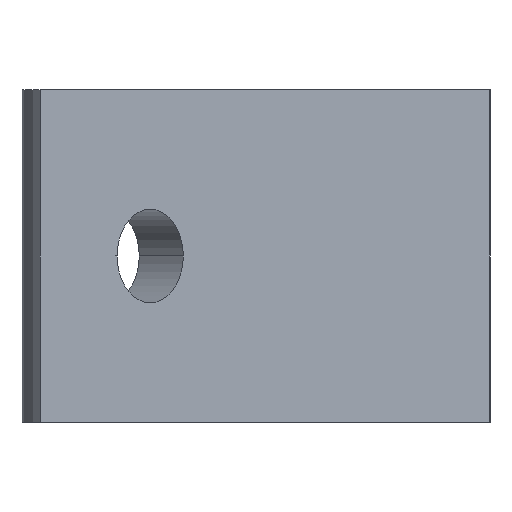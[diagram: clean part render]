
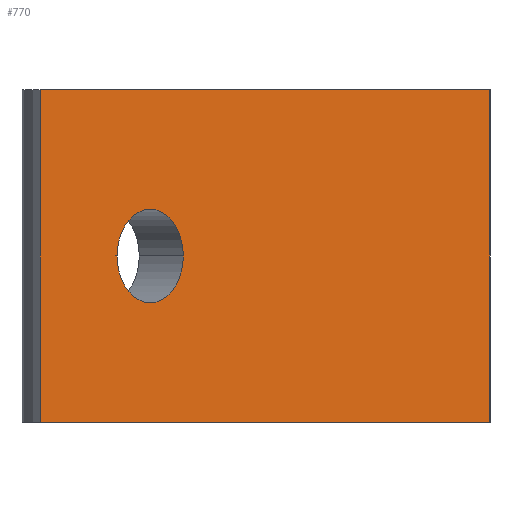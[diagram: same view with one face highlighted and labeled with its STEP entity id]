
A CAD part, left-side view. The second image highlights one B-rep face of the part: STEP entity #770.
In plain terms, the highlighted planar face has unit normal (-0.707, -0.707, 0).
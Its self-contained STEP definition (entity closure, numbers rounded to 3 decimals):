
#39 = CARTESIAN_POINT ( 'NONE',  ( -34.123, 35.88, 0. ) ) ;
#55 = EDGE_CURVE ( 'NONE', #141, #825, #677, .T. ) ;
#56 = DIRECTION ( 'NONE',  ( 0.707, -0.707, 0. ) ) ;
#66 = DIRECTION ( 'NONE',  ( 0., 0., -1. ) ) ;
#71 = EDGE_CURVE ( 'NONE', #135, #713, #162, .T. ) ;
#83 = ORIENTED_EDGE ( 'NONE', *, *, #634, .F. ) ;
#130 = LINE ( 'NONE', #648, #330 ) ;
#135 = VERTEX_POINT ( 'NONE', #604 ) ;
#136 = PLANE ( 'NONE',  #283 ) ;
#141 = VERTEX_POINT ( 'NONE', #39 ) ;
#162 = LINE ( 'NONE', #427, #434 ) ;
#188 = DIRECTION ( 'NONE',  ( -0.707, -0.707, 0. ) ) ;
#189 = CARTESIAN_POINT ( 'NONE',  ( -41.548, 43.305, 16. ) ) ;
#202 = CARTESIAN_POINT ( 'NONE',  ( -30.941, 32.698, 0. ) ) ;
#208 = CARTESIAN_POINT ( 'NONE',  ( -27.759, 29.517, 0. ) ) ;
#212 = AXIS2_PLACEMENT_3D ( 'NONE', #382, #828, #694 ) ;
#234 = ORIENTED_EDGE ( 'NONE', *, *, #470, .F. ) ;
#245 = DIRECTION ( 'NONE',  ( 0., 0., 1. ) ) ;
#283 = AXIS2_PLACEMENT_3D ( 'NONE', #773, #188, #726 ) ;
#284 = ORIENTED_EDGE ( 'NONE', *, *, #672, .F. ) ;
#291 = LINE ( 'NONE', #758, #352 ) ;
#292 = DIRECTION ( 'NONE',  ( 0.707, -0.707, 0. ) ) ;
#330 = VECTOR ( 'NONE', #66, 1000. ) ;
#352 = VECTOR ( 'NONE', #56, 1000. ) ;
#370 = VERTEX_POINT ( 'NONE', #189 ) ;
#382 = CARTESIAN_POINT ( 'NONE',  ( -30.941, 32.698, 0. ) ) ;
#402 = FACE_BOUND ( 'NONE', #806, .T. ) ;
#427 = CARTESIAN_POINT ( 'NONE',  ( -41.548, 43.305, -16. ) ) ;
#434 = VECTOR ( 'NONE', #486, 1000. ) ;
#465 = DIRECTION ( 'NONE',  ( -0.707, -0.707, 0. ) ) ;
#470 = EDGE_CURVE ( 'NONE', #703, #135, #130, .T. ) ;
#486 = DIRECTION ( 'NONE',  ( -0.707, 0.707, 0. ) ) ;
#502 = CARTESIAN_POINT ( 'NONE',  ( -41.548, 43.305, -16. ) ) ;
#512 = ORIENTED_EDGE ( 'NONE', *, *, #71, .F. ) ;
#578 = VECTOR ( 'NONE', #245, 1000. ) ;
#597 = EDGE_LOOP ( 'NONE', ( #512, #234, #83, #284 ) ) ;
#604 = CARTESIAN_POINT ( 'NONE',  ( 1.757, 0., -16. ) ) ;
#632 = LINE ( 'NONE', #762, #578 ) ;
#634 = EDGE_CURVE ( 'NONE', #370, #703, #291, .T. ) ;
#648 = CARTESIAN_POINT ( 'NONE',  ( 1.757, 0., 0. ) ) ;
#662 = AXIS2_PLACEMENT_3D ( 'NONE', #202, #465, #292 ) ;
#672 = EDGE_CURVE ( 'NONE', #713, #370, #632, .T. ) ;
#677 = CIRCLE ( 'NONE', #662, 4.5 ) ;
#692 = ORIENTED_EDGE ( 'NONE', *, *, #750, .F. ) ;
#694 = DIRECTION ( 'NONE',  ( 0.707, -0.707, 0. ) ) ;
#703 = VERTEX_POINT ( 'NONE', #765 ) ;
#713 = VERTEX_POINT ( 'NONE', #502 ) ;
#717 = FACE_OUTER_BOUND ( 'NONE', #597, .T. ) ;
#726 = DIRECTION ( 'NONE',  ( 0.707, -0.707, 0. ) ) ;
#750 = EDGE_CURVE ( 'NONE', #825, #141, #794, .T. ) ;
#758 = CARTESIAN_POINT ( 'NONE',  ( -41.548, 43.305, 16. ) ) ;
#762 = CARTESIAN_POINT ( 'NONE',  ( -41.548, 43.305, -79. ) ) ;
#765 = CARTESIAN_POINT ( 'NONE',  ( 1.757, 0., 16. ) ) ;
#770 = ADVANCED_FACE ( 'NONE', ( #402, #717 ), #136, .T. ) ;
#771 = ORIENTED_EDGE ( 'NONE', *, *, #55, .F. ) ;
#773 = CARTESIAN_POINT ( 'NONE',  ( -41.548, 43.305, -79. ) ) ;
#794 = CIRCLE ( 'NONE', #212, 4.5 ) ;
#806 = EDGE_LOOP ( 'NONE', ( #692, #771 ) ) ;
#825 = VERTEX_POINT ( 'NONE', #208 ) ;
#828 = DIRECTION ( 'NONE',  ( -0.707, -0.707, 0. ) ) ;
